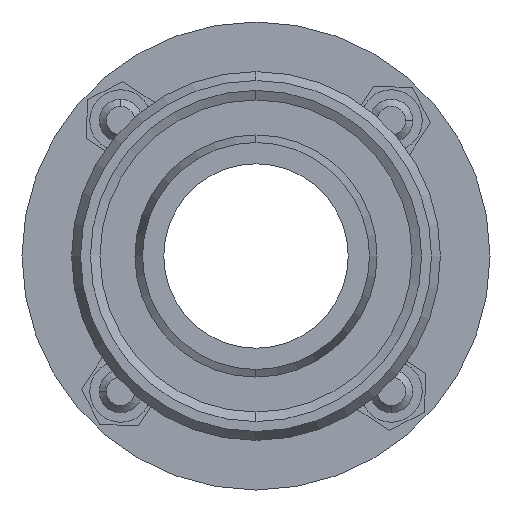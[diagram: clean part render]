
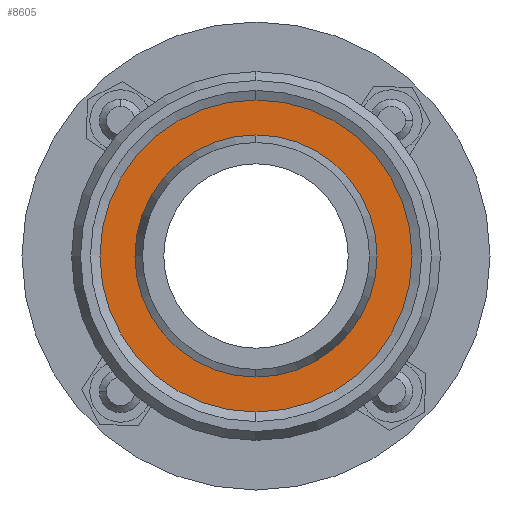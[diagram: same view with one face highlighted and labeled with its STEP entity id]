
A CAD part, left-side view. The second image highlights one B-rep face of the part: STEP entity #8605.
In plain terms, the highlighted planar face has unit normal (-1, 0, 0).
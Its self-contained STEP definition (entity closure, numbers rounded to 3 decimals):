
#596 = DIRECTION ( 'NONE',  ( 0., 0., 1. ) ) ;
#1181 = PLANE ( 'NONE',  #20635 ) ;
#2403 = DIRECTION ( 'NONE',  ( 0., 0., 1. ) ) ;
#2480 = DIRECTION ( 'NONE',  ( 0., 0., -1. ) ) ;
#3178 = CIRCLE ( 'NONE', #20610, 15.6 ) ;
#3335 = DIRECTION ( 'NONE',  ( 0., 0., 1. ) ) ;
#3836 = CIRCLE ( 'NONE', #15190, 23.35 ) ;
#4249 = FACE_OUTER_BOUND ( 'NONE', #4681, .T. ) ;
#4479 = CARTESIAN_POINT ( 'NONE',  ( -67., 0., 15.6 ) ) ;
#4681 = EDGE_LOOP ( 'NONE', ( #10891, #7372 ) ) ;
#5109 = DIRECTION ( 'NONE',  ( -1., 0., 0. ) ) ;
#5599 = CIRCLE ( 'NONE', #17368, 23.35 ) ;
#5619 = CARTESIAN_POINT ( 'NONE',  ( -67., 0., 0. ) ) ;
#6521 = CARTESIAN_POINT ( 'NONE',  ( -67., 0., 23.35 ) ) ;
#6542 = VERTEX_POINT ( 'NONE', #4479 ) ;
#7067 = AXIS2_PLACEMENT_3D ( 'NONE', #7655, #13950, #2403 ) ;
#7372 = ORIENTED_EDGE ( 'NONE', *, *, #8160, .T. ) ;
#7655 = CARTESIAN_POINT ( 'NONE',  ( -67., 0., 0. ) ) ;
#7871 = CARTESIAN_POINT ( 'NONE',  ( -67., 0., -23.35 ) ) ;
#8160 = EDGE_CURVE ( 'NONE', #18144, #15718, #3836, .T. ) ;
#8605 = ADVANCED_FACE ( 'NONE', ( #21654, #4249 ), #1181, .F. ) ;
#9094 = VERTEX_POINT ( 'NONE', #12204 ) ;
#9302 = DIRECTION ( 'NONE',  ( -1., 0., 0. ) ) ;
#10598 = EDGE_CURVE ( 'NONE', #9094, #6542, #18840, .T. ) ;
#10891 = ORIENTED_EDGE ( 'NONE', *, *, #13114, .T. ) ;
#10925 = EDGE_LOOP ( 'NONE', ( #18228, #16250 ) ) ;
#12135 = DIRECTION ( 'NONE',  ( 1., 0., 0. ) ) ;
#12204 = CARTESIAN_POINT ( 'NONE',  ( -67., 0., -15.6 ) ) ;
#13114 = EDGE_CURVE ( 'NONE', #15718, #18144, #5599, .T. ) ;
#13197 = EDGE_CURVE ( 'NONE', #6542, #9094, #3178, .T. ) ;
#13950 = DIRECTION ( 'NONE',  ( -1., 0., 0. ) ) ;
#15190 = AXIS2_PLACEMENT_3D ( 'NONE', #16343, #21686, #596 ) ;
#15718 = VERTEX_POINT ( 'NONE', #6521 ) ;
#16056 = CARTESIAN_POINT ( 'NONE',  ( -67., 23.35, 0. ) ) ;
#16250 = ORIENTED_EDGE ( 'NONE', *, *, #10598, .F. ) ;
#16343 = CARTESIAN_POINT ( 'NONE',  ( -67., 0., 0. ) ) ;
#17368 = AXIS2_PLACEMENT_3D ( 'NONE', #18828, #5109, #3335 ) ;
#18144 = VERTEX_POINT ( 'NONE', #7871 ) ;
#18228 = ORIENTED_EDGE ( 'NONE', *, *, #13197, .F. ) ;
#18828 = CARTESIAN_POINT ( 'NONE',  ( -67., 0., 0. ) ) ;
#18840 = CIRCLE ( 'NONE', #7067, 15.6 ) ;
#20610 = AXIS2_PLACEMENT_3D ( 'NONE', #5619, #9302, #24780 ) ;
#20635 = AXIS2_PLACEMENT_3D ( 'NONE', #16056, #12135, #2480 ) ;
#21654 = FACE_BOUND ( 'NONE', #10925, .T. ) ;
#21686 = DIRECTION ( 'NONE',  ( -1., 0., 0. ) ) ;
#24780 = DIRECTION ( 'NONE',  ( 0., 0., 1. ) ) ;
